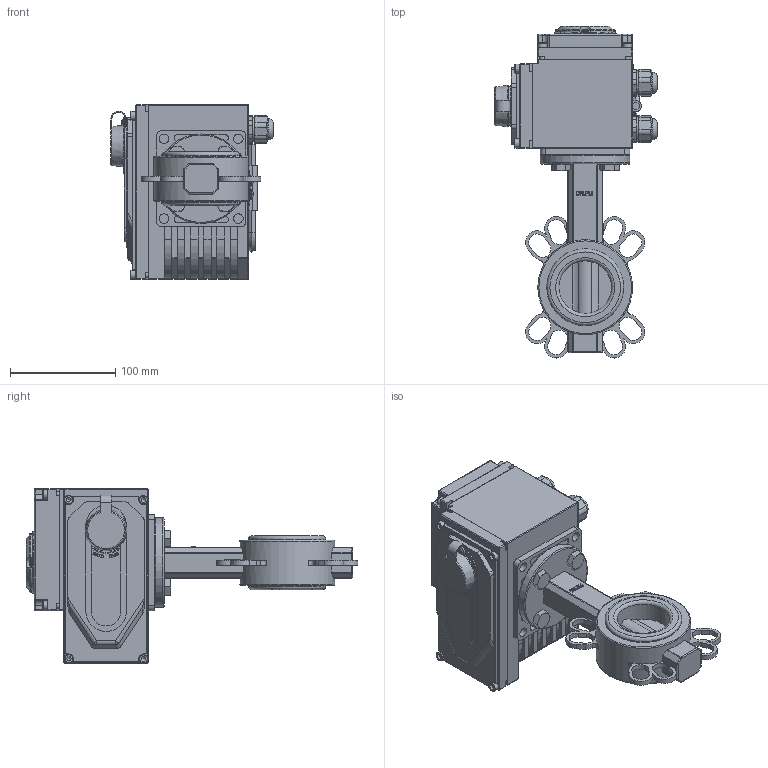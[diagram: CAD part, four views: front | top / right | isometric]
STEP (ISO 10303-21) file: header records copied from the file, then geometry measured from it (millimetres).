
FILE_DESCRIPTION(/* description */ (''),/* implementation_level */ '2;1');
FILE_NAME(/* name */ 'DN50_3D_STEP.stp',/* time_stamp */ '2025-06-18T17:54:49+03:00',/* author */ ('igorr'),/* organization */ (''),/* preprocessor_version */ 'ST-DEVELOPER v20',/* originating_system */ 'Autodesk Inventor 2025',/* authorisation */ '');
FILE_SCHEMA (('AUTOMOTIVE_DESIGN { 1 0 10303 214 3 1 1 }'));
Length unit declared in the file: millimetre
Products named in the file (8): Сборка1; Деталь1; AS 1110 - M10 x 16; Сборка; Деталь; AS 1420 - 1973 - M5 x 20; AS 1427 - M3 x 5; AS 1427 - M5 x 6
Assembly tree (22 placements, depth 3):
  Сборка1
    Деталь1
    AS 1110 - M10 x 16  x4
    Сборка
      Деталь
      AS 1420 - 1973 - M5 x 20  x8
      AS 1427 - M3 x 5  x4
      AS 1427 - M5 x 6  x3
Bounding box: 153.95 x 315.15 x 166 mm (x, y, z)
Volume: 2188120 mm3; surface area: 208455.4 mm2
Topology: 21 solids, 22 shells, 1568 faces, 4079 edges, 2662 vertices
Faces by surface type: plane 822, cylinder 298, bspline 202, cone 137, torus 75, sphere 34
Full cylindrical faces by diameter (mm): 2.693 x4, 3 x4, 4.51 x3, 5 x11, 7 x4, 8.5 x8, 9 x12, 10 x4, 11.339 x2, 16 x4, 19.961 x2, 22.654 x2, 26 x1, 27 x1, 39.47 x1, 40 x2, 50 x2, 53.672 x1, 58.667 x1, 73 x2, 85 x1, 90 x1
Entity records: 41666 total; most frequent: CARTESIAN_POINT 10521, ORIENTED_EDGE 6552, DIRECTION 5507, EDGE_CURVE 3276, VERTEX_POINT 2144, LINE 2021, VECTOR 2021, AXIS2_PLACEMENT_3D 1743
